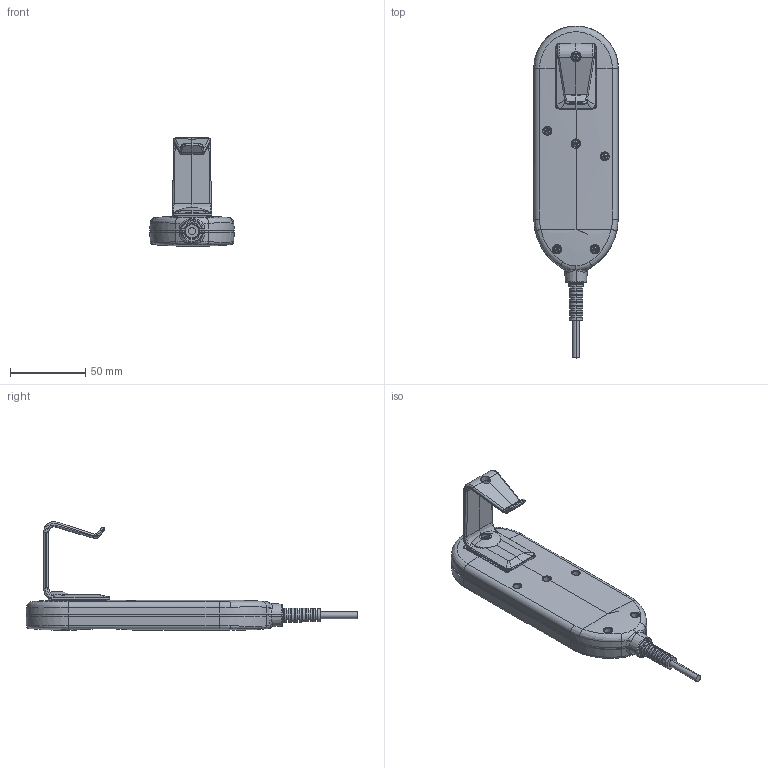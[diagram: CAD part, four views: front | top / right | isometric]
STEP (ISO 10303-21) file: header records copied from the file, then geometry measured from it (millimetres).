
FILE_DESCRIPTION (( 'STEP AP203' ), '1' );
FILE_NAME ('Softline.STEP', '2011-04-07T08:15:51', ( '.' ), ( '.' ), 'SwSTEP 2.0', 'SolidWorks 2008', '' );
FILE_SCHEMA (( 'CONFIG_CONTROL_DESIGN' ));
Products named in the file (1): Softline
Bounding box: 56 x 220.1 x 72.04 mm (x, y, z)
Volume: 165206.1 mm3; surface area: 33708 mm2
Topology: 1 solids, 1 shells, 584 faces, 1479 edges, 937 vertices
Faces by surface type: plane 204, cylinder 174, bspline 127, cone 65, sphere 14
Entity records: 28917 total; most frequent: CARTESIAN_POINT 16171, ORIENTED_EDGE 2940, DIRECTION 2277, EDGE_CURVE 1470, VERTEX_POINT 935, AXIS2_PLACEMENT_3D 873, EDGE_LOOP 633, ADVANCED_FACE 584
